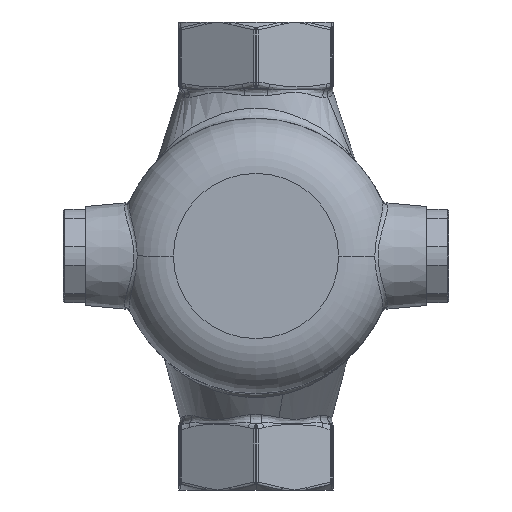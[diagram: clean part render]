
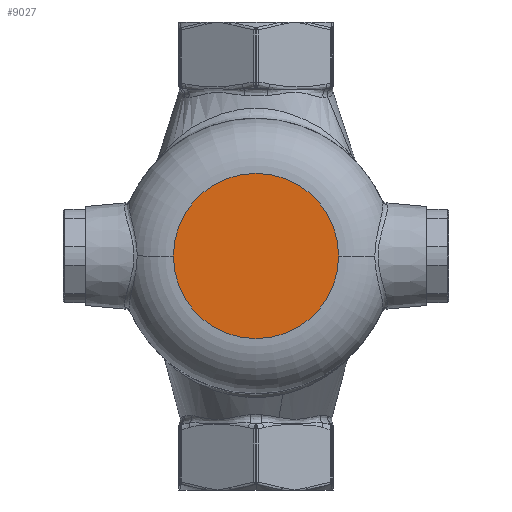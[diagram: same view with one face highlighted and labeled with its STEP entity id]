
A CAD part, front view. The second image highlights one B-rep face of the part: STEP entity #9027.
In plain terms, the highlighted planar face has unit normal (0, -1, 0).
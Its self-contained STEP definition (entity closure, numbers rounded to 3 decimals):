
#4104 = CARTESIAN_POINT ( 'NONE',  ( 15., -32., 0. ) ) ;
#9027 = ADVANCED_FACE ( 'NONE', ( #28893 ), #39833, .T. ) ;
#9251 = CARTESIAN_POINT ( 'NONE',  ( 0., -32., 0. ) ) ;
#14219 = CIRCLE ( 'NONE', #20247, 15. ) ;
#20247 = AXIS2_PLACEMENT_3D ( 'NONE', #9251, #65647, #20508 ) ;
#20508 = DIRECTION ( 'NONE',  ( -1., 0., 0. ) ) ;
#23277 = DIRECTION ( 'NONE',  ( 1., 0., 0. ) ) ;
#25002 = CARTESIAN_POINT ( 'NONE',  ( 0., -32., 0. ) ) ;
#25616 = VERTEX_POINT ( 'NONE', #4104 ) ;
#26328 = VERTEX_POINT ( 'NONE', #69166 ) ;
#28318 = AXIS2_PLACEMENT_3D ( 'NONE', #25002, #70876, #37039 ) ;
#28537 = CARTESIAN_POINT ( 'NONE',  ( -15., -32., 0. ) ) ;
#28893 = FACE_OUTER_BOUND ( 'NONE', #40295, .T. ) ;
#31895 = CIRCLE ( 'NONE', #28318, 15. ) ;
#34412 = EDGE_CURVE ( 'NONE', #26328, #25616, #14219, .T. ) ;
#37039 = DIRECTION ( 'NONE',  ( -1., 0., 0. ) ) ;
#39833 = PLANE ( 'NONE',  #51031 ) ;
#40295 = EDGE_LOOP ( 'NONE', ( #42420, #66047 ) ) ;
#42420 = ORIENTED_EDGE ( 'NONE', *, *, #34412, .F. ) ;
#51031 = AXIS2_PLACEMENT_3D ( 'NONE', #28537, #51487, #23277 ) ;
#51487 = DIRECTION ( 'NONE',  ( 0., -1., 0. ) ) ;
#55247 = EDGE_CURVE ( 'NONE', #25616, #26328, #31895, .T. ) ;
#65647 = DIRECTION ( 'NONE',  ( 0., 1., 0. ) ) ;
#66047 = ORIENTED_EDGE ( 'NONE', *, *, #55247, .F. ) ;
#69166 = CARTESIAN_POINT ( 'NONE',  ( -15., -32., 0. ) ) ;
#70876 = DIRECTION ( 'NONE',  ( 0., 1., 0. ) ) ;
